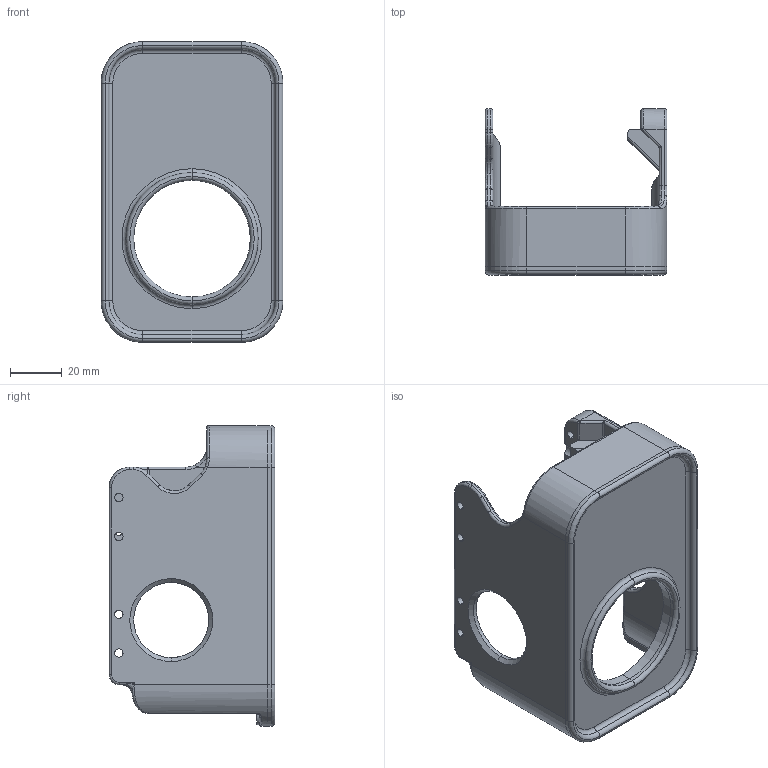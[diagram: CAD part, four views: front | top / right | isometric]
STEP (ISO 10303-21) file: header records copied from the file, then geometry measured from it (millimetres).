
FILE_DESCRIPTION (( 'STEP AP214' ), '1' );
FILE_NAME ('fanMountToolHeadCover for exp vol plus.STEP', '2025-09-18T19:08:14', ( '' ), ( '' ), 'SwSTEP 2.0', 'SolidWorks 2024', '' );
FILE_SCHEMA (( 'AUTOMOTIVE_DESIGN' ));
Length unit declared in the file: millimetre
Products named in the file (1): fanMountToolHeadCover for exp vol plus
Bounding box: 70.1 x 64 x 116 mm (x, y, z)
Volume: 57595 mm3; surface area: 43181.9 mm2
Topology: 3 solids, 3 shells, 249 faces, 601 edges, 357 vertices
Faces by surface type: cylinder 124, plane 53, torus 46, bspline 17, sphere 7, cone 2
Entity records: 11971 total; most frequent: CARTESIAN_POINT 3328, DIRECTION 1312, ORIENTED_EDGE 1194, EDGE_CURVE 597, AXIS2_PLACEMENT_3D 537, VERTEX_POINT 357, CIRCLE 304, EDGE_LOOP 276
